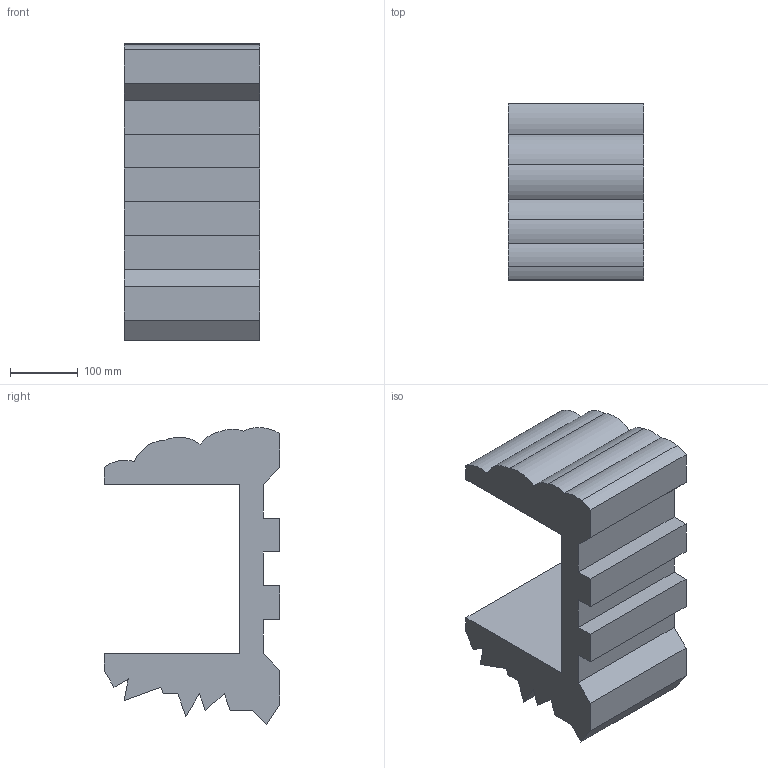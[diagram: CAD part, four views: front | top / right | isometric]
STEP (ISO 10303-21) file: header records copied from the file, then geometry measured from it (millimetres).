
FILE_DESCRIPTION(/* description */ (''),/* implementation_level */ '2;1');
FILE_NAME(/* name */ 'Portalibri v3.step',/* time_stamp */ '2019-03-21T10:43:41+01:00',/* author */ (''),/* organization */ (''),/* preprocessor_version */ 'ST-DEVELOPER v17.2',/* originating_system */ 'Autodesk Translation Framework v7.6.0.251',/* authorisation */ '');
FILE_SCHEMA (('AUTOMOTIVE_DESIGN { 1 0 10303 214 3 1 1 }'));
Length unit declared in the file: millimetre
Products named in the file (1): Portalibri
Bounding box: 200 x 260 x 439.03 mm (x, y, z)
Volume: 9100647.9 mm3; surface area: 480030.4 mm2
Topology: 1 solids, 1 shells, 41 faces, 117 edges, 78 vertices
Faces by surface type: plane 34, cylinder 7
Entity records: 1358 total; most frequent: CARTESIAN_POINT 237, ORIENTED_EDGE 234, DIRECTION 215, EDGE_CURVE 117, LINE 103, VECTOR 103, VERTEX_POINT 78, AXIS2_PLACEMENT_3D 56
